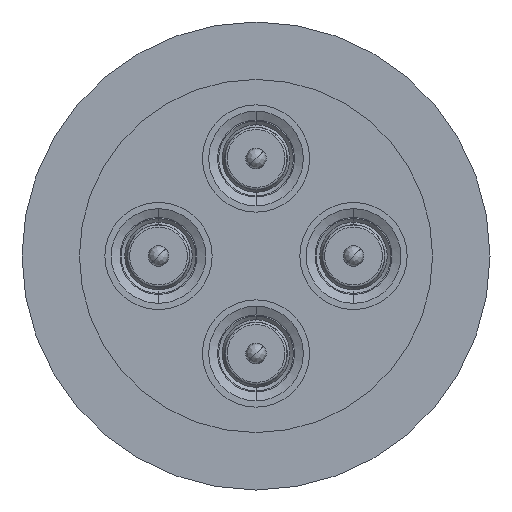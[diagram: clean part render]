
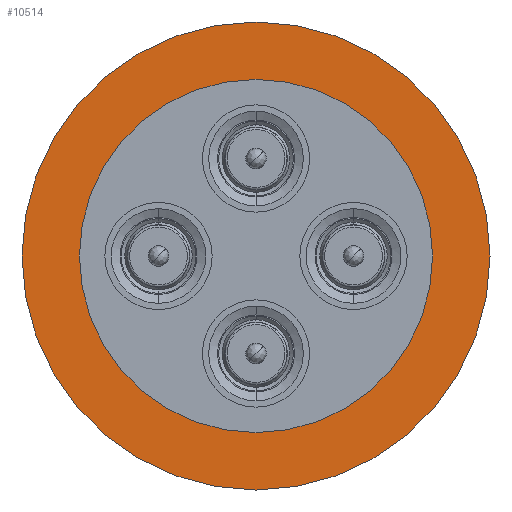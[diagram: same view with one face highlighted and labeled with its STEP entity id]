
A CAD part, front view. The second image highlights one B-rep face of the part: STEP entity #10514.
In plain terms, the highlighted planar face has unit normal (0, -1, 0).
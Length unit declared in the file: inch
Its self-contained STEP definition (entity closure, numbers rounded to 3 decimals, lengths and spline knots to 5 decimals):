
#180 = CARTESIAN_POINT ( 'NONE',  ( 0., 0., 0. ) ) ;
#181 = DIRECTION ( 'NONE',  ( 0., -1., 0. ) ) ;
#182 = DIRECTION ( 'NONE',  ( -1., 0., 0. ) ) ;
#1685 = VERTEX_POINT ( 'NONE', #2706 ) ;
#1795 = VERTEX_POINT ( 'NONE', #2607 ) ;
#1854 = VERTEX_POINT ( 'NONE', #2660 ) ;
#1941 = CARTESIAN_POINT ( 'NONE',  ( 0., 0., 0. ) ) ;
#1942 = DIRECTION ( 'NONE',  ( 0., 1., 0. ) ) ;
#1943 = DIRECTION ( 'NONE',  ( 1., 0., 0. ) ) ;
#1962 = CARTESIAN_POINT ( 'NONE',  ( 0., 0., 0. ) ) ;
#1963 = DIRECTION ( 'NONE',  ( 0., -1., 0. ) ) ;
#1964 = DIRECTION ( 'NONE',  ( -1., 0., 0. ) ) ;
#2078 = CARTESIAN_POINT ( 'NONE',  ( 0., 0., 0. ) ) ;
#2079 = DIRECTION ( 'NONE',  ( 0., 1., 0. ) ) ;
#2080 = DIRECTION ( 'NONE',  ( 1., 0., 0. ) ) ;
#2607 = CARTESIAN_POINT ( 'NONE',  ( 1.08, 0., 0. ) ) ;
#2660 = CARTESIAN_POINT ( 'NONE',  ( -0.815, 0., 0. ) ) ;
#2706 = CARTESIAN_POINT ( 'NONE',  ( -1.08, 0., 0. ) ) ;
#4547 = CARTESIAN_POINT ( 'NONE',  ( 0.815, 0., 0. ) ) ;
#6250 = FACE_BOUND ( 'NONE', #11785, .T. ) ;
#6262 = FACE_OUTER_BOUND ( 'NONE', #11775, .T. ) ;
#6540 = CARTESIAN_POINT ( 'NONE',  ( 0., 0., 0. ) ) ;
#6543 = PLANE ( 'NONE',  #11185 ) ;
#6545 = DIRECTION ( 'NONE',  ( 0., 1., 0. ) ) ;
#6546 = DIRECTION ( 'NONE',  ( 1., 0., 0. ) ) ;
#7350 = ORIENTED_EDGE ( 'NONE', *, *, #8997, .F. ) ;
#7453 = ORIENTED_EDGE ( 'NONE', *, *, #9087, .F. ) ;
#7455 = ORIENTED_EDGE ( 'NONE', *, *, #9005, .F. ) ;
#7622 = ORIENTED_EDGE ( 'NONE', *, *, #9042, .F. ) ;
#7633 = VERTEX_POINT ( 'NONE', #4547 ) ;
#8010 = CIRCLE ( 'NONE', #10121, 1.08 ) ;
#8021 = CIRCLE ( 'NONE', #10126, 0.815 ) ;
#8060 = CIRCLE ( 'NONE', #10155, 1.08 ) ;
#8114 = CIRCLE ( 'NONE', #10184, 0.815 ) ;
#8997 = EDGE_CURVE ( 'NONE', #1795, #1685, #8010, .T. ) ;
#9005 = EDGE_CURVE ( 'NONE', #7633, #1854, #8021, .T. ) ;
#9042 = EDGE_CURVE ( 'NONE', #1685, #1795, #8060, .T. ) ;
#9087 = EDGE_CURVE ( 'NONE', #1854, #7633, #8114, .T. ) ;
#10121 = AXIS2_PLACEMENT_3D ( 'NONE', #1941, #1942, #1943 ) ;
#10126 = AXIS2_PLACEMENT_3D ( 'NONE', #1962, #1963, #1964 ) ;
#10155 = AXIS2_PLACEMENT_3D ( 'NONE', #2078, #2079, #2080 ) ;
#10184 = AXIS2_PLACEMENT_3D ( 'NONE', #180, #181, #182 ) ;
#10514 = ADVANCED_FACE ( 'NONE', ( #6250, #6262 ), #6543, .F. ) ;
#11185 = AXIS2_PLACEMENT_3D ( 'NONE', #6540, #6545, #6546 ) ;
#11775 = EDGE_LOOP ( 'NONE', ( #7622, #7350 ) ) ;
#11785 = EDGE_LOOP ( 'NONE', ( #7453, #7455 ) ) ;
